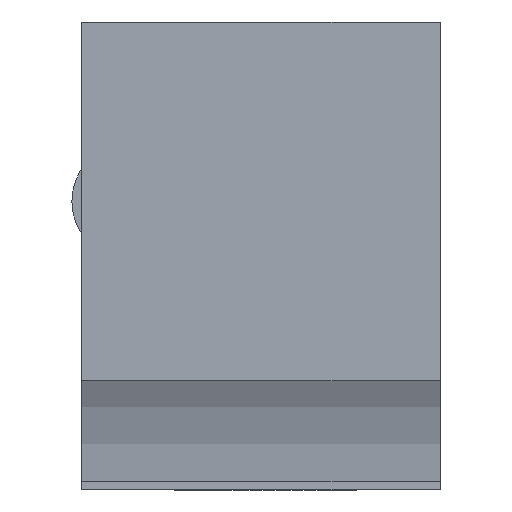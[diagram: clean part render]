
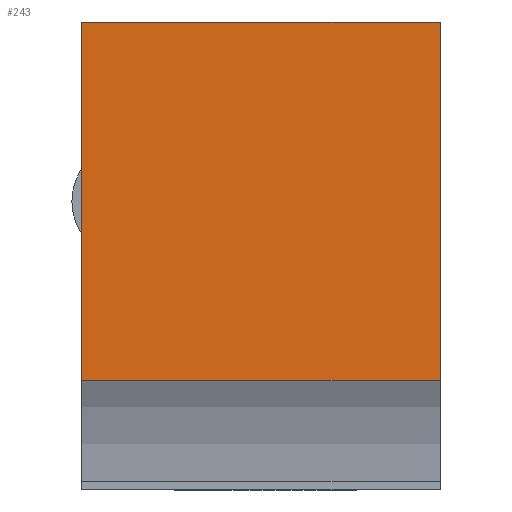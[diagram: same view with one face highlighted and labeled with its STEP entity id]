
A CAD part, left-side view. The second image highlights one B-rep face of the part: STEP entity #243.
In plain terms, the highlighted planar face has unit normal (-1, 0, 0).
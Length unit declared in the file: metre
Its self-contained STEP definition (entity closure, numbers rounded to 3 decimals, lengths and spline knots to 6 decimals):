
#243=ADVANCED_FACE('0:107',(#504),#505,.F.);
#504=FACE_OUTER_BOUND('',#791,.T.);
#505=PLANE('',#792);
#791=EDGE_LOOP('',(#1279,#1280,#1281,#1282));
#792=AXIS2_PLACEMENT_3D('',#1283,#1284,#1285);
#1279=ORIENTED_EDGE('',*,*,#1757,.T.);
#1280=ORIENTED_EDGE('',*,*,#1774,.F.);
#1281=ORIENTED_EDGE('',*,*,#1762,.F.);
#1282=ORIENTED_EDGE('',*,*,#1776,.T.);
#1283=CARTESIAN_POINT('',(-0.1126,-0.01874,0.01113));
#1284=DIRECTION('',(1.0,0.0,0.0));
#1285=DIRECTION('',(0.0,1.0,-0.0));
#1757=EDGE_CURVE('0:266',#2080,#2078,#2081,.T.);
#1762=EDGE_CURVE('0:278',#2087,#2089,#2090,.T.);
#1774=EDGE_CURVE('0:302',#2089,#2078,#2104,.T.);
#1776=EDGE_CURVE('0:305',#2087,#2080,#2106,.T.);
#2078=VERTEX_POINT('NONE',#2485);
#2080=VERTEX_POINT('NONE',#2488);
#2081=LINE('',#2489,#2490);
#2087=VERTEX_POINT('NONE',#2498);
#2089=VERTEX_POINT('NONE',#2501);
#2090=LINE('',#2502,#2503);
#2104=LINE('',#2523,#2524);
#2106=LINE('',#2526,#2527);
#2485=CARTESIAN_POINT('',(-0.1126,0.01774,0.01113));
#2488=CARTESIAN_POINT('',(-0.1126,0.01774,0.04763));
#2489=CARTESIAN_POINT('',(-0.1126,0.01774,0.01113));
#2490=VECTOR('',#2924,1.0);
#2498=CARTESIAN_POINT('',(-0.1126,-0.01874,0.04763));
#2501=CARTESIAN_POINT('',(-0.1126,-0.01874,0.01113));
#2502=CARTESIAN_POINT('',(-0.1126,-0.01874,0.01113));
#2503=VECTOR('',#2928,1.0);
#2523=CARTESIAN_POINT('',(-0.1126,-0.01874,0.01113));
#2524=VECTOR('',#2938,1.0);
#2526=CARTESIAN_POINT('',(-0.1126,-0.01874,0.04763));
#2527=VECTOR('',#2939,1.0);
#2924=DIRECTION('',(-0.0,0.,-1.0));
#2928=DIRECTION('',(-0.0,0.,-1.0));
#2938=DIRECTION('',(-0.0,1.0,0.));
#2939=DIRECTION('',(-0.0,1.0,0.));
